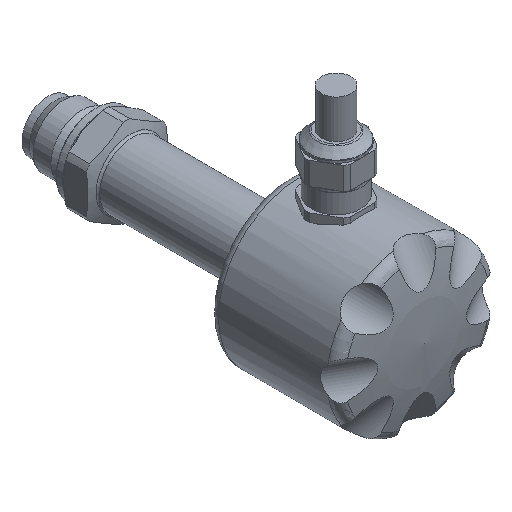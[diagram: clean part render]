
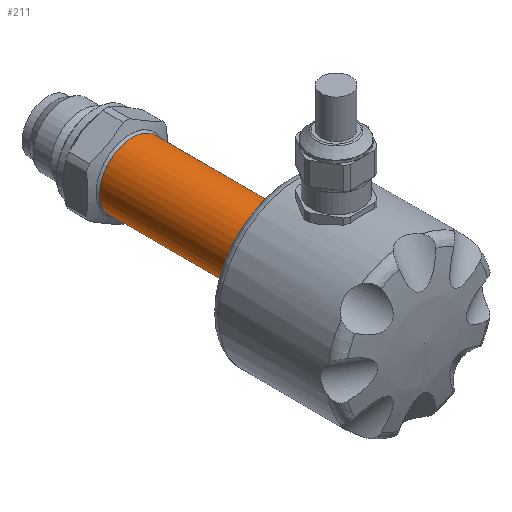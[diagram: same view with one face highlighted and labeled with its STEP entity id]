
A CAD part, isometric view. The second image highlights one B-rep face of the part: STEP entity #211.
In plain terms, the highlighted cylindrical face has radius 11 mm (diameter 22 mm), a full revolution.
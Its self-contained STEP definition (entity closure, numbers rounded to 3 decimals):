
#211 = ADVANCED_FACE( '', ( #491, #492 ), #493, .T. );
#491 = FACE_OUTER_BOUND( '', #854, .T. );
#492 = FACE_OUTER_BOUND( '', #855, .T. );
#493 = CYLINDRICAL_SURFACE( '', #856, 11. );
#854 = EDGE_LOOP( '', ( #1384 ) );
#855 = EDGE_LOOP( '', ( #1385 ) );
#856 = AXIS2_PLACEMENT_3D( '', #1386, #1387, #1388 );
#1384 = ORIENTED_EDGE( '', *, *, #2112, .T. );
#1385 = ORIENTED_EDGE( '', *, *, #2113, .T. );
#1386 = CARTESIAN_POINT( '', ( 0., -19., 0. ) );
#1387 = DIRECTION( '', ( 0., 1., 0. ) );
#1388 = DIRECTION( '', ( 0., 0., -1. ) );
#2112 = EDGE_CURVE( '', #2556, #2556, #2557, .T. );
#2113 = EDGE_CURVE( '', #2558, #2558, #2559, .F. );
#2556 = VERTEX_POINT( '', #3756 );
#2557 = CIRCLE( '', #3757, 11. );
#2558 = VERTEX_POINT( '', #3758 );
#2559 = CIRCLE( '', #3759, 11. );
#3756 = CARTESIAN_POINT( '', ( 0., -12.56, -11. ) );
#3757 = AXIS2_PLACEMENT_3D( '', #4398, #4399, #4400 );
#3758 = CARTESIAN_POINT( '', ( 0., -56.068, -11. ) );
#3759 = AXIS2_PLACEMENT_3D( '', #4401, #4402, #4403 );
#4398 = CARTESIAN_POINT( '', ( 0., -12.56, 0. ) );
#4399 = DIRECTION( '', ( 0., -1., 0. ) );
#4400 = DIRECTION( '', ( 0., 0., -1. ) );
#4401 = CARTESIAN_POINT( '', ( 0., -56.068, 0. ) );
#4402 = DIRECTION( '', ( 0., -1., 0. ) );
#4403 = DIRECTION( '', ( 0., 0., -1. ) );
